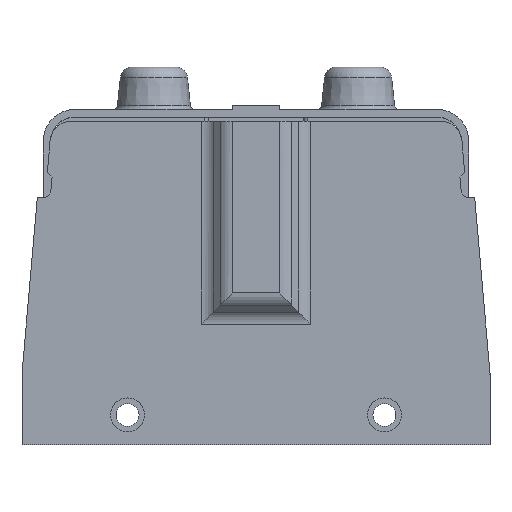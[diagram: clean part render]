
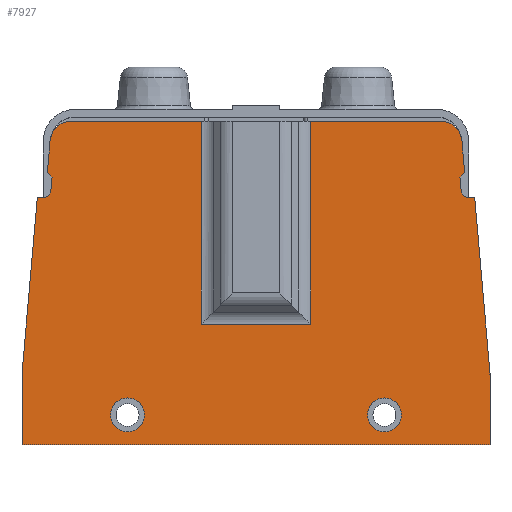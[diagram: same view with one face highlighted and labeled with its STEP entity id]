
A CAD part, top view. The second image highlights one B-rep face of the part: STEP entity #7927.
In plain terms, the highlighted planar face has unit normal (0, 0, 1).
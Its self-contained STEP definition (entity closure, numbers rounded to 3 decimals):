
#1331=DIRECTION('',(-1.,0.,0.));
#1332=VECTOR('',#1331,1.197);
#1333=CARTESIAN_POINT('',(51.4,20.,21.));
#1334=LINE('',#1333,#1332);
#1343=CARTESIAN_POINT('',(43.419,33.,21.));
#1344=DIRECTION('',(0.,0.,-1.));
#1345=DIRECTION('',(0.,1.,0.));
#1346=AXIS2_PLACEMENT_3D('',#1343,#1344,#1345);
#1348=DIRECTION('',(0.087,-0.996,0.));
#1349=VECTOR('',#1348,7.464);
#1350=CARTESIAN_POINT('',(48.4,33.436,21.));
#1351=LINE('',#1350,#1349);
#1352=DIRECTION('',(-0.707,-0.707,0.));
#1353=VECTOR('',#1352,1.566);
#1354=CARTESIAN_POINT('',(49.05,26.,21.));
#1355=LINE('',#1354,#1353);
#1356=DIRECTION('',(0.087,-0.996,0.));
#1357=VECTOR('',#1356,3.078);
#1358=CARTESIAN_POINT('',(47.942,24.892,21.));
#1359=LINE('',#1358,#1357);
#1360=CARTESIAN_POINT('',(50.203,22.,21.));
#1361=DIRECTION('',(0.,0.,1.));
#1362=DIRECTION('',(-0.996,-0.087,0.));
#1363=AXIS2_PLACEMENT_3D('',#1360,#1361,#1362);
#1365=DIRECTION('',(0.087,-0.996,0.));
#1366=VECTOR('',#1365,41.306);
#1367=CARTESIAN_POINT('',(51.4,20.,21.));
#1368=LINE('',#1367,#1366);
#1369=DIRECTION('',(0.087,0.996,0.));
#1370=VECTOR('',#1369,41.306);
#1371=CARTESIAN_POINT('',(-55.,-21.148,21.));
#1372=LINE('',#1371,#1370);
#1373=CARTESIAN_POINT('',(-50.203,22.,21.));
#1374=DIRECTION('',(0.,0.,1.));
#1375=DIRECTION('',(0.,-1.,0.));
#1376=AXIS2_PLACEMENT_3D('',#1373,#1374,#1375);
#1378=DIRECTION('',(0.087,0.996,0.));
#1379=VECTOR('',#1378,3.078);
#1380=CARTESIAN_POINT('',(-48.211,21.826,21.));
#1381=LINE('',#1380,#1379);
#1382=DIRECTION('',(-0.707,0.707,0.));
#1383=VECTOR('',#1382,1.566);
#1384=CARTESIAN_POINT('',(-47.942,24.892,21.));
#1385=LINE('',#1384,#1383);
#1386=DIRECTION('',(0.087,0.996,0.));
#1387=VECTOR('',#1386,7.464);
#1388=CARTESIAN_POINT('',(-49.05,26.,21.));
#1389=LINE('',#1388,#1387);
#1390=CARTESIAN_POINT('',(-43.419,33.,21.));
#1391=DIRECTION('',(0.,0.,-1.));
#1392=DIRECTION('',(-0.996,0.087,0.));
#1393=AXIS2_PLACEMENT_3D('',#1390,#1391,#1392);
#1395=CARTESIAN_POINT('',(30.2,-31.,21.));
#1396=DIRECTION('',(0.,0.,1.));
#1397=DIRECTION('',(-1.,0.,0.));
#1398=AXIS2_PLACEMENT_3D('',#1395,#1396,#1397);
#1400=CARTESIAN_POINT('',(30.2,-31.,21.));
#1401=DIRECTION('',(0.,0.,1.));
#1402=DIRECTION('',(1.,0.,0.));
#1403=AXIS2_PLACEMENT_3D('',#1400,#1401,#1402);
#1405=CARTESIAN_POINT('',(-30.2,-31.,21.));
#1406=DIRECTION('',(0.,0.,1.));
#1407=DIRECTION('',(-1.,0.,0.));
#1408=AXIS2_PLACEMENT_3D('',#1405,#1406,#1407);
#1410=CARTESIAN_POINT('',(-30.2,-31.,21.));
#1411=DIRECTION('',(0.,0.,1.));
#1412=DIRECTION('',(1.,0.,0.));
#1413=AXIS2_PLACEMENT_3D('',#1410,#1411,#1412);
#1422=DIRECTION('',(0.,1.,0.));
#1423=VECTOR('',#1422,47.657);
#1424=CARTESIAN_POINT('',(-12.857,-9.657,21.));
#1425=LINE('',#1424,#1423);
#1433=DIRECTION('',(-1.,0.,0.));
#1434=VECTOR('',#1433,25.714);
#1435=CARTESIAN_POINT('',(12.857,-9.657,21.));
#1436=LINE('',#1435,#1434);
#1437=DIRECTION('',(0.,-1.,0.));
#1438=VECTOR('',#1437,47.657);
#1439=CARTESIAN_POINT('',(12.857,38.,21.));
#1440=LINE('',#1439,#1438);
#1533=DIRECTION('',(-1.,0.,0.));
#1534=VECTOR('',#1533,30.562);
#1535=CARTESIAN_POINT('',(43.419,38.,21.));
#1536=LINE('',#1535,#1534);
#1565=DIRECTION('',(-1.,0.,0.));
#1566=VECTOR('',#1565,30.562);
#1567=CARTESIAN_POINT('',(-12.857,38.,21.));
#1568=LINE('',#1567,#1566);
#2736=DIRECTION('',(1.,0.,0.));
#2737=VECTOR('',#2736,110.);
#2738=CARTESIAN_POINT('',(-55.,-38.,21.));
#2739=LINE('',#2738,#2737);
#2827=DIRECTION('',(0.,-1.,0.));
#2828=VECTOR('',#2827,16.852);
#2829=CARTESIAN_POINT('',(-55.,-21.148,21.));
#2830=LINE('',#2829,#2828);
#2851=DIRECTION('',(-1.,0.,0.));
#2852=VECTOR('',#2851,1.197);
#2853=CARTESIAN_POINT('',(-50.203,20.,21.));
#2854=LINE('',#2853,#2852);
#3267=DIRECTION('',(0.,1.,0.));
#3268=VECTOR('',#3267,16.852);
#3269=CARTESIAN_POINT('',(55.,-38.,21.));
#3270=LINE('',#3269,#3268);
#5124=CARTESIAN_POINT('',(-34.2,-31.,21.));
#5125=CARTESIAN_POINT('',(-26.2,-31.,21.));
#5126=VERTEX_POINT('',#5124);
#5127=VERTEX_POINT('',#5125);
#5128=CARTESIAN_POINT('',(26.2,-31.,21.));
#5129=CARTESIAN_POINT('',(34.2,-31.,21.));
#5130=VERTEX_POINT('',#5128);
#5131=VERTEX_POINT('',#5129);
#5132=CARTESIAN_POINT('',(-12.857,-9.657,21.));
#5133=CARTESIAN_POINT('',(-12.857,38.,21.));
#5134=VERTEX_POINT('',#5132);
#5135=VERTEX_POINT('',#5133);
#5136=CARTESIAN_POINT('',(12.857,-9.657,21.));
#5137=VERTEX_POINT('',#5136);
#5138=CARTESIAN_POINT('',(12.857,38.,21.));
#5139=VERTEX_POINT('',#5138);
#5140=CARTESIAN_POINT('',(43.419,38.,21.));
#5141=VERTEX_POINT('',#5140);
#5142=CARTESIAN_POINT('',(48.4,33.436,21.));
#5143=VERTEX_POINT('',#5142);
#5144=CARTESIAN_POINT('',(49.05,26.,21.));
#5145=VERTEX_POINT('',#5144);
#5146=CARTESIAN_POINT('',(47.942,24.892,21.));
#5147=VERTEX_POINT('',#5146);
#5148=CARTESIAN_POINT('',(48.211,21.826,21.));
#5149=VERTEX_POINT('',#5148);
#5150=CARTESIAN_POINT('',(50.203,20.,21.));
#5151=VERTEX_POINT('',#5150);
#5152=CARTESIAN_POINT('',(51.4,20.,21.));
#5153=VERTEX_POINT('',#5152);
#5154=CARTESIAN_POINT('',(55.,-21.148,21.));
#5155=VERTEX_POINT('',#5154);
#5156=CARTESIAN_POINT('',(55.,-38.,21.));
#5157=VERTEX_POINT('',#5156);
#5158=CARTESIAN_POINT('',(-55.,-38.,21.));
#5159=VERTEX_POINT('',#5158);
#5160=CARTESIAN_POINT('',(-55.,-21.148,21.));
#5161=VERTEX_POINT('',#5160);
#5162=CARTESIAN_POINT('',(-51.4,20.,21.));
#5163=VERTEX_POINT('',#5162);
#5164=CARTESIAN_POINT('',(-50.203,20.,21.));
#5165=VERTEX_POINT('',#5164);
#5166=CARTESIAN_POINT('',(-48.211,21.826,21.));
#5167=VERTEX_POINT('',#5166);
#5168=CARTESIAN_POINT('',(-47.942,24.892,21.));
#5169=VERTEX_POINT('',#5168);
#5170=CARTESIAN_POINT('',(-49.05,26.,21.));
#5171=VERTEX_POINT('',#5170);
#5172=CARTESIAN_POINT('',(-48.4,33.436,21.));
#5173=VERTEX_POINT('',#5172);
#5174=CARTESIAN_POINT('',(-43.419,38.,21.));
#5175=VERTEX_POINT('',#5174);
#7871=CARTESIAN_POINT('',(0.,0.,21.));
#7872=DIRECTION('',(0.,0.,1.));
#7873=DIRECTION('',(-1.,0.,0.));
#7874=AXIS2_PLACEMENT_3D('',#7871,#7872,#7873);
#7875=PLANE('',#7874);
#7877=ORIENTED_EDGE('',*,*,#7876,.F.);
#7879=ORIENTED_EDGE('',*,*,#7878,.F.);
#7881=ORIENTED_EDGE('',*,*,#7880,.F.);
#7883=ORIENTED_EDGE('',*,*,#7882,.F.);
#7884=ORIENTED_EDGE('',*,*,#7747,.T.);
#7885=ORIENTED_EDGE('',*,*,#7772,.T.);
#7886=ORIENTED_EDGE('',*,*,#7793,.T.);
#7887=ORIENTED_EDGE('',*,*,#7814,.T.);
#7888=ORIENTED_EDGE('',*,*,#7836,.T.);
#7889=ORIENTED_EDGE('',*,*,#7855,.F.);
#7891=ORIENTED_EDGE('',*,*,#7890,.T.);
#7893=ORIENTED_EDGE('',*,*,#7892,.F.);
#7895=ORIENTED_EDGE('',*,*,#7894,.F.);
#7897=ORIENTED_EDGE('',*,*,#7896,.F.);
#7899=ORIENTED_EDGE('',*,*,#7898,.T.);
#7901=ORIENTED_EDGE('',*,*,#7900,.F.);
#7903=ORIENTED_EDGE('',*,*,#7902,.T.);
#7905=ORIENTED_EDGE('',*,*,#7904,.T.);
#7907=ORIENTED_EDGE('',*,*,#7906,.T.);
#7909=ORIENTED_EDGE('',*,*,#7908,.T.);
#7910=ORIENTED_EDGE('',*,*,#7673,.T.);
#7912=ORIENTED_EDGE('',*,*,#7911,.F.);
#7913=EDGE_LOOP('',(#7877,#7879,#7881,#7883,#7884,#7885,#7886,#7887,#7888,#7889,
#7891,#7893,#7895,#7897,#7899,#7901,#7903,#7905,#7907,#7909,#7910,#7912));
#7914=FACE_OUTER_BOUND('',#7913,.F.);
#7916=ORIENTED_EDGE('',*,*,#7915,.T.);
#7918=ORIENTED_EDGE('',*,*,#7917,.T.);
#7919=EDGE_LOOP('',(#7916,#7918));
#7920=FACE_BOUND('',#7919,.F.);
#7922=ORIENTED_EDGE('',*,*,#7921,.T.);
#7924=ORIENTED_EDGE('',*,*,#7923,.T.);
#7925=EDGE_LOOP('',(#7922,#7924));
#7926=FACE_BOUND('',#7925,.F.);
#1347=CIRCLE('',#1346,5.);
#1364=CIRCLE('',#1363,2.);
#1377=CIRCLE('',#1376,2.);
#1394=CIRCLE('',#1393,5.);
#1399=CIRCLE('',#1398,4.);
#1404=CIRCLE('',#1403,4.);
#1409=CIRCLE('',#1408,4.);
#1414=CIRCLE('',#1413,4.);
#7673=EDGE_CURVE('',#5173,#5175,#1394,.T.);
#7747=EDGE_CURVE('',#5141,#5143,#1347,.T.);
#7772=EDGE_CURVE('',#5143,#5145,#1351,.T.);
#7793=EDGE_CURVE('',#5145,#5147,#1355,.T.);
#7814=EDGE_CURVE('',#5147,#5149,#1359,.T.);
#7836=EDGE_CURVE('',#5149,#5151,#1364,.T.);
#7855=EDGE_CURVE('',#5153,#5151,#1334,.T.);
#7876=EDGE_CURVE('',#5134,#5135,#1425,.T.);
#7878=EDGE_CURVE('',#5137,#5134,#1436,.T.);
#7880=EDGE_CURVE('',#5139,#5137,#1440,.T.);
#7882=EDGE_CURVE('',#5141,#5139,#1536,.T.);
#7890=EDGE_CURVE('',#5153,#5155,#1368,.T.);
#7892=EDGE_CURVE('',#5157,#5155,#3270,.T.);
#7894=EDGE_CURVE('',#5159,#5157,#2739,.T.);
#7896=EDGE_CURVE('',#5161,#5159,#2830,.T.);
#7898=EDGE_CURVE('',#5161,#5163,#1372,.T.);
#7900=EDGE_CURVE('',#5165,#5163,#2854,.T.);
#7902=EDGE_CURVE('',#5165,#5167,#1377,.T.);
#7904=EDGE_CURVE('',#5167,#5169,#1381,.T.);
#7906=EDGE_CURVE('',#5169,#5171,#1385,.T.);
#7908=EDGE_CURVE('',#5171,#5173,#1389,.T.);
#7911=EDGE_CURVE('',#5135,#5175,#1568,.T.);
#7915=EDGE_CURVE('',#5130,#5131,#1399,.T.);
#7917=EDGE_CURVE('',#5131,#5130,#1404,.T.);
#7921=EDGE_CURVE('',#5126,#5127,#1409,.T.);
#7923=EDGE_CURVE('',#5127,#5126,#1414,.T.);
#7927=ADVANCED_FACE('',(#7914,#7920,#7926),#7875,.T.);
